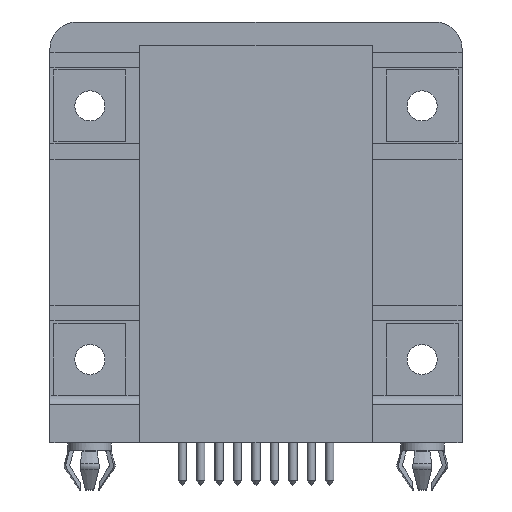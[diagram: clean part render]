
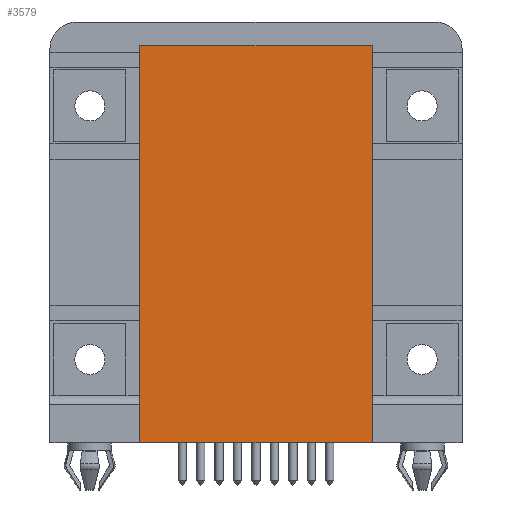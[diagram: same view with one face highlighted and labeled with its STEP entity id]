
A CAD part, front view. The second image highlights one B-rep face of the part: STEP entity #3579.
In plain terms, the highlighted free-form (B-spline) face has degree [1, 1] with [2, 2] control points.
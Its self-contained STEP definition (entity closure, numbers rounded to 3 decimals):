
#3399=CARTESIAN_POINT('',(-8.725,-6.695,0.));
#3400=VERTEX_POINT('',#3399);
#3417=CARTESIAN_POINT('',(8.725,-6.695,0.));
#3418=VERTEX_POINT('',#3417);
#3425=CARTESIAN_POINT('',(8.725,-6.695,0.));
#3426=DIRECTION('',(-1.0,0.0,0.0));
#3427=VECTOR('',#3426,17.45);
#3428=LINE('',#3425,#3427);
#3429=EDGE_CURVE('',#3418,#3400,#3428,.T.);
#3525=CARTESIAN_POINT('',(8.725,-6.695,29.8));
#3526=VERTEX_POINT('',#3525);
#3541=CARTESIAN_POINT('',(-8.725,-6.695,29.8));
#3542=VERTEX_POINT('',#3541);
#3549=CARTESIAN_POINT('',(8.725,-6.695,29.8));
#3550=DIRECTION('',(-1.0,0.0,0.0));
#3551=VECTOR('',#3550,17.45);
#3552=LINE('',#3549,#3551);
#3553=EDGE_CURVE('',#3526,#3542,#3552,.T.);
#3558=CARTESIAN_POINT('',(8.725,-6.695,29.8));
#3559=CARTESIAN_POINT('',(8.725,-6.695,0.0));
#3560=CARTESIAN_POINT('',(-8.725,-6.695,29.8));
#3561=CARTESIAN_POINT('',(-8.725,-6.695,0.0));
#3562=B_SPLINE_SURFACE_WITH_KNOTS('',1,1,((#3558,#3560),(#3559,#3561)),.UNSPECIFIED.,.F.,.F.,.U.,(2,2),(2,2),(0.0,29.8),(0.0,17.45),.UNSPECIFIED.);
#3563=CARTESIAN_POINT('',(-8.725,-6.695,0.0));
#3564=DIRECTION('',(0.0,0.0,1.0));
#3565=VECTOR('',#3564,29.8);
#3566=LINE('',#3563,#3565);
#3567=EDGE_CURVE('',#3400,#3542,#3566,.T.);
#3568=ORIENTED_EDGE('',*,*,#3567,.F.);
#3569=ORIENTED_EDGE('',*,*,#3429,.F.);
#3570=CARTESIAN_POINT('',(8.725,-6.695,29.8));
#3571=DIRECTION('',(0.0,0.0,-1.0));
#3572=VECTOR('',#3571,29.8);
#3573=LINE('',#3570,#3572);
#3574=EDGE_CURVE('',#3526,#3418,#3573,.T.);
#3575=ORIENTED_EDGE('',*,*,#3574,.F.);
#3576=ORIENTED_EDGE('',*,*,#3553,.T.);
#3577=EDGE_LOOP('',(#3568,#3569,#3575,#3576));
#3578=FACE_OUTER_BOUND('',#3577,.T.);
#3579=ADVANCED_FACE('',(#3578),#3562,.F.);
